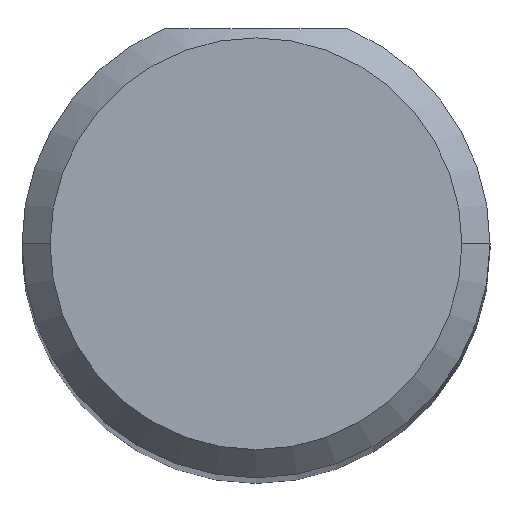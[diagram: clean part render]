
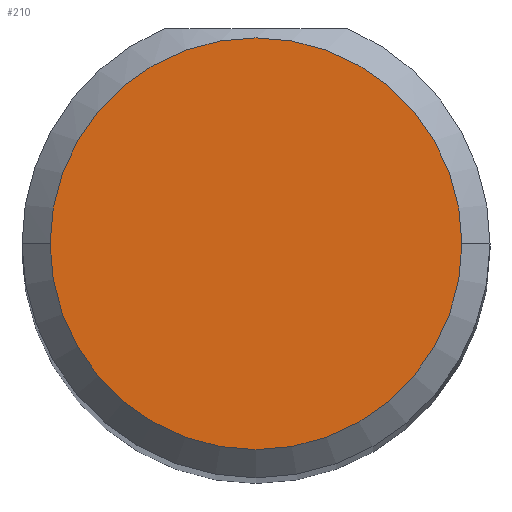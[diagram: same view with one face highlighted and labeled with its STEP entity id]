
A CAD part, top view. The second image highlights one B-rep face of the part: STEP entity #210.
In plain terms, the highlighted planar face has unit normal (0, 0, 1).
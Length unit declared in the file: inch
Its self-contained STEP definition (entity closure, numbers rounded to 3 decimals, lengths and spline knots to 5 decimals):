
#11 = EDGE_LOOP ( 'NONE', ( #721, #108 ) ) ;
#15 = VERTEX_POINT ( 'NONE', #151 ) ;
#48 = DIRECTION ( 'NONE',  ( 0., 0., -1. ) ) ;
#108 = ORIENTED_EDGE ( 'NONE', *, *, #171, .F. ) ;
#110 = CARTESIAN_POINT ( 'NONE',  ( 0.5, 0., 2.5 ) ) ;
#136 = CARTESIAN_POINT ( 'NONE',  ( 0.61, 0., 2.5 ) ) ;
#151 = CARTESIAN_POINT ( 'NONE',  ( 0.39, 0., 2.5 ) ) ;
#171 = EDGE_CURVE ( 'NONE', #15, #642, #368, .T. ) ;
#176 = DIRECTION ( 'NONE',  ( -1., 0., 0. ) ) ;
#210 = ADVANCED_FACE ( 'NONE', ( #634 ), #286, .T. ) ;
#286 = PLANE ( 'NONE',  #292 ) ;
#292 = AXIS2_PLACEMENT_3D ( 'NONE', #407, #707, #413 ) ;
#368 = CIRCLE ( 'NONE', #492, 0.11 ) ;
#407 = CARTESIAN_POINT ( 'NONE',  ( 0.5, 0., 2.5 ) ) ;
#410 = DIRECTION ( 'NONE',  ( -1., 0., 0. ) ) ;
#413 = DIRECTION ( 'NONE',  ( -1., 0., 0. ) ) ;
#469 = EDGE_CURVE ( 'NONE', #642, #15, #697, .T. ) ;
#492 = AXIS2_PLACEMENT_3D ( 'NONE', #110, #48, #410 ) ;
#634 = FACE_OUTER_BOUND ( 'NONE', #11, .T. ) ;
#642 = VERTEX_POINT ( 'NONE', #136 ) ;
#697 = CIRCLE ( 'NONE', #763, 0.11 ) ;
#702 = CARTESIAN_POINT ( 'NONE',  ( 0.5, 0., 2.5 ) ) ;
#707 = DIRECTION ( 'NONE',  ( 0., 0., 1. ) ) ;
#709 = DIRECTION ( 'NONE',  ( 0., 0., -1. ) ) ;
#721 = ORIENTED_EDGE ( 'NONE', *, *, #469, .F. ) ;
#763 = AXIS2_PLACEMENT_3D ( 'NONE', #702, #709, #176 ) ;
